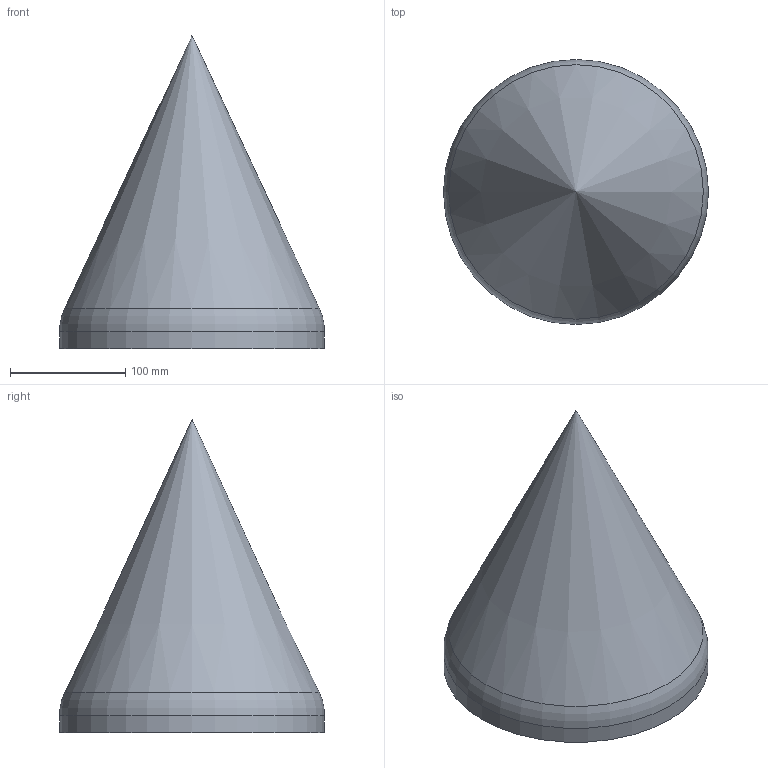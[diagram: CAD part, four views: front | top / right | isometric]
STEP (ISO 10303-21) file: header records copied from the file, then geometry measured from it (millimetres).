
FILE_DESCRIPTION(/* description */ (''),/* implementation_level */ '2;1');
FILE_NAME(/* name */ 'aguja_sin_falla.step',/* time_stamp */ '2021-06-21T12:45:07-04:00',/* author */ (''),/* organization */ (''),/* preprocessor_version */ 'ST-DEVELOPER v18.1',/* originating_system */ 'Autodesk Translation Framework v10.9.0.1377',/* authorisation */ '');
FILE_SCHEMA (('AUTOMOTIVE_DESIGN { 1 0 10303 214 3 1 1 }'));
Length unit declared in the file: millimetre
Products named in the file (1): Aguja Sin Falla
Bounding box: 230 x 230 x 272 mm (x, y, z)
Volume: 3332489 mm3; surface area: 228391 mm2
Topology: 1 solids, 1 shells, 37 faces, 81 edges, 48 vertices
Faces by surface type: cylinder 15, cone 14, torus 4, plane 4
Full cylindrical faces by diameter (mm): 17.519 x1, 26.491 x10, 36 x1, 100 x1, 110 x1, 230 x1
Entity records: 984 total; most frequent: DIRECTION 185, CARTESIAN_POINT 155, ORIENTED_EDGE 138, AXIS2_PLACEMENT_3D 78, EDGE_CURVE 69, EDGE_LOOP 51, VERTEX_POINT 48, CIRCLE 40
